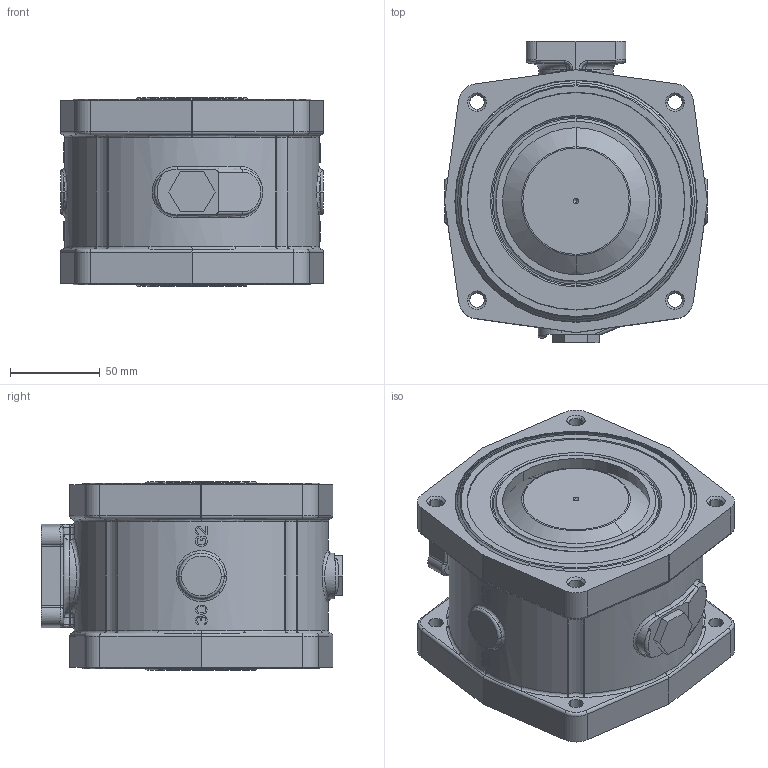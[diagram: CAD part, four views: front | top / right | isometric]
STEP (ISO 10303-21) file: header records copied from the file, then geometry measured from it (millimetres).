
FILE_DESCRIPTION((''),'2;1');
FILE_NAME('8830','2013-03-04T',('sobri'),(''),'PRO/ENGINEER BY PARAMETRIC TECHNOLOGY CORPORATION, 2011180','PRO/ENGINEER BY PARAMETRIC TECHNOLOGY CORPORATION, 2011180','');
FILE_SCHEMA(('CONFIG_CONTROL_DESIGN'));
Length unit declared in the file: inch
Products named in the file (1): 8830
Bounding box: 146.05 x 167.46 x 104.78 mm (x, y, z)
Surface area: 222640.6 mm2 (no closed solid volume)
Topology: 0 solids, 32 shells, 522 faces, 2253 edges, 1758 vertices
Faces by surface type: cylinder 140, plane 130, bspline 88, torus 84, cone 68, sphere 12
Entity records: 30243 total; most frequent: CARTESIAN_POINT 13021, ORIENTED_EDGE 3337, DIRECTION 3231, EDGE_CURVE 2249, VERTEX_POINT 1758, VECTOR 1117, LINE 1117, AXIS2_PLACEMENT_3D 1057
